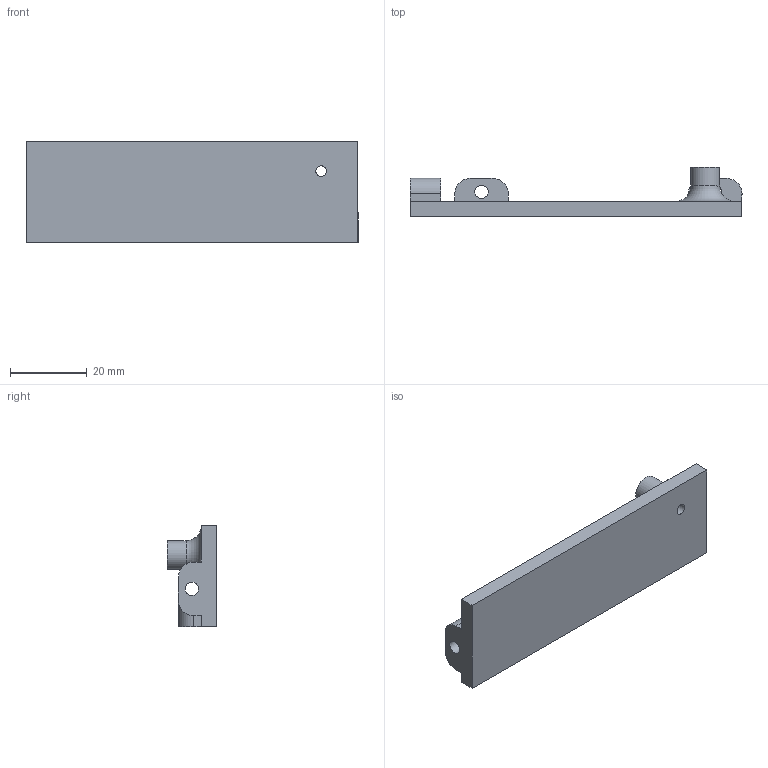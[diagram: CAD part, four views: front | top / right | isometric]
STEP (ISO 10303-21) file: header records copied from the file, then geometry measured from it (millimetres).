
FILE_DESCRIPTION(/* description */ (''),/* implementation_level */ '2;1');
FILE_NAME(/* name */ 'ODM_FRONT_SUPPORT_RIGHT.stp',/* time_stamp */ '2024-10-19T10:58:12-05:00',/* author */ ('yulio'),/* organization */ (''),/* preprocessor_version */ 'ST-DEVELOPER v20',/* originating_system */ 'Autodesk Inventor 2024',/* authorisation */ '');
FILE_SCHEMA (('AUTOMOTIVE_DESIGN { 1 0 10303 214 3 1 1 }'));
Length unit declared in the file: millimetre
Products named in the file (1): union2
Bounding box: 86.69 x 12.9 x 26.5 mm (x, y, z)
Volume: 10927.1 mm3; surface area: 6849.4 mm2
Topology: 1 solids, 1 shells, 52 faces, 135 edges, 90 vertices
Faces by surface type: plane 36, cylinder 15, torus 1
Full cylindrical faces by diameter (mm): 2.8 x1, 3.5 x7, 7.5 x1
Entity records: 1716 total; most frequent: CARTESIAN_POINT 278, DIRECTION 274, ORIENTED_EDGE 270, EDGE_CURVE 135, LINE 102, VECTOR 102, VERTEX_POINT 90, AXIS2_PLACEMENT_3D 86
